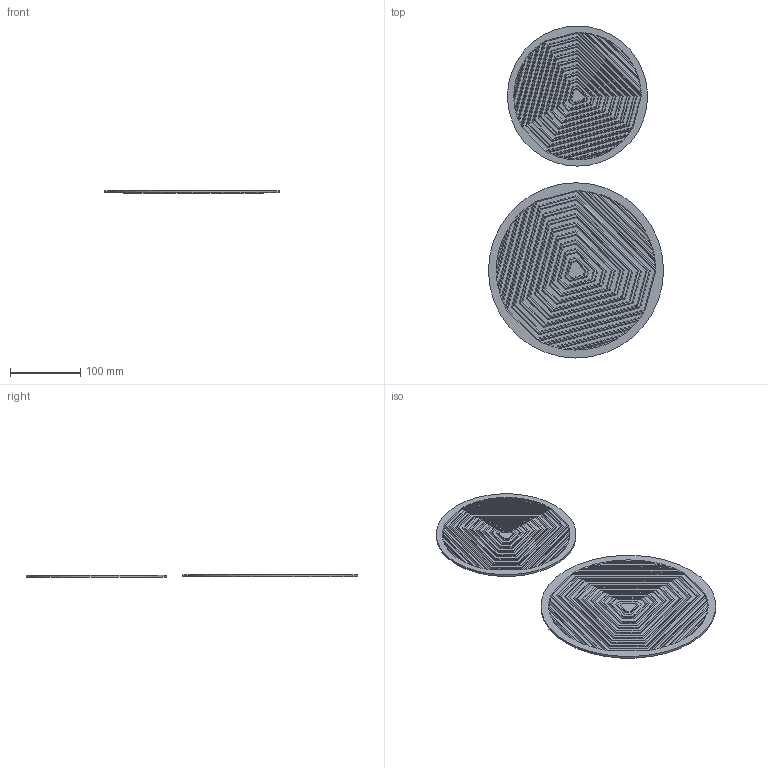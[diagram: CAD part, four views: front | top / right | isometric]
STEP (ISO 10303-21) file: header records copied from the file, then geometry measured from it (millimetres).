
FILE_DESCRIPTION(/* description */ (''),/* implementation_level */ '2;1');
FILE_NAME(/* name */ 'GhettoPanel.step',/* time_stamp */ '2024-03-13T01:35:53+01:00',/* author */ (''),/* organization */ (''),/* preprocessor_version */ 'ST-DEVELOPER v20',/* originating_system */ 'Autodesk Translation Framework v12.20.1.177',/* authorisation */ '');
FILE_SCHEMA (('AUTOMOTIVE_DESIGN { 1 0 10303 214 3 1 1 }'));
Length unit declared in the file: millimetre
Products named in the file (3): (Unsaved); GhettoPanel_SM_S_250; GhettoPanel_SM_300
Assembly tree (2 placements, depth 2):
  (Unsaved)
    GhettoPanel_SM_S_250
    GhettoPanel_SM_300
Bounding box: 250 x 473.75 x 3.3 mm (x, y, z)
Volume: 183833.1 mm3; surface area: 175421.9 mm2
Topology: 2 solids, 2 shells, 352 faces, 870 edges, 580 vertices
Faces by surface type: plane 308, cone 42, cylinder 2
Full cylindrical faces by diameter (mm): 200 x1, 250 x1
Entity records: 10451 total; most frequent: CARTESIAN_POINT 2059, ORIENTED_EDGE 1740, DIRECTION 1588, EDGE_CURVE 870, LINE 698, VECTOR 698, VERTEX_POINT 580, AXIS2_PLACEMENT_3D 445
